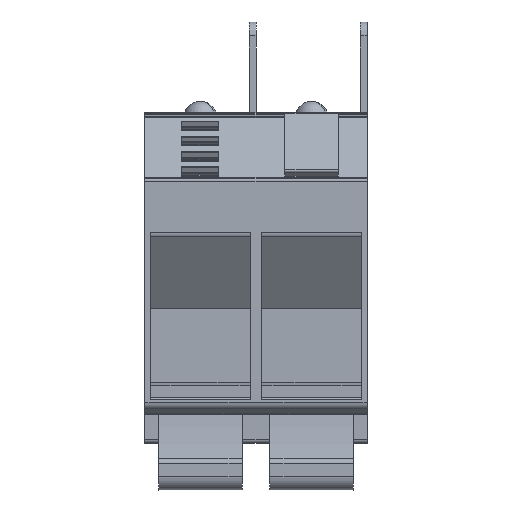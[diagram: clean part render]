
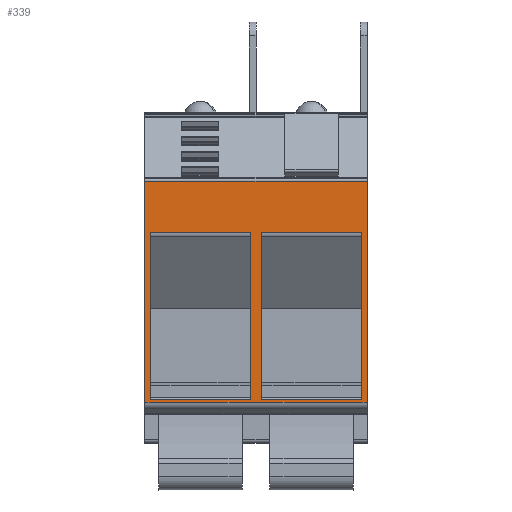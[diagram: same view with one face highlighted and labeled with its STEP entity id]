
A CAD part, front view. The second image highlights one B-rep face of the part: STEP entity #339.
In plain terms, the highlighted planar face has unit normal (0, -1, 0).
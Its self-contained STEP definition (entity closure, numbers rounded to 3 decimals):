
#187=AXIS2_PLACEMENT_3D('Plane Axis2P3D',#184,#185,#186) ;
#49=CARTESIAN_POINT('Vertex',(15.2,0.,36.95)) ;
#52=CARTESIAN_POINT('Line Origine',(4.4,0.,36.95)) ;
#56=CARTESIAN_POINT('Vertex',(0.8,0.,36.95)) ;
#164=CARTESIAN_POINT('Vertex',(15.2,0.,12.95)) ;
#167=CARTESIAN_POINT('Line Origine',(15.2,0.,24.95)) ;
#184=CARTESIAN_POINT('Axis2P3D Location',(0.,0.,12.9)) ;
#189=CARTESIAN_POINT('Line Origine',(1.4,0.,12.615)) ;
#193=CARTESIAN_POINT('Vertex',(0.8,0.,12.615)) ;
#195=CARTESIAN_POINT('Vertex',(2.,0.,12.615)) ;
#198=CARTESIAN_POINT('Line Origine',(8.,0.,12.615)) ;
#202=CARTESIAN_POINT('Vertex',(14.,0.,12.615)) ;
#205=CARTESIAN_POINT('Line Origine',(14.6,0.,12.615)) ;
#209=CARTESIAN_POINT('Vertex',(15.2,0.,12.615)) ;
#212=CARTESIAN_POINT('Line Origine',(16.,0.,12.615)) ;
#216=CARTESIAN_POINT('Vertex',(16.8,0.,12.615)) ;
#219=CARTESIAN_POINT('Line Origine',(17.4,0.,12.615)) ;
#223=CARTESIAN_POINT('Vertex',(18.,0.,12.615)) ;
#226=CARTESIAN_POINT('Line Origine',(24.,0.,12.615)) ;
#230=CARTESIAN_POINT('Vertex',(30.,0.,12.615)) ;
#233=CARTESIAN_POINT('Line Origine',(30.6,0.,12.615)) ;
#237=CARTESIAN_POINT('Vertex',(31.2,0.,12.615)) ;
#240=CARTESIAN_POINT('Line Origine',(31.6,0.,12.615)) ;
#244=CARTESIAN_POINT('Vertex',(32.,0.,12.615)) ;
#247=CARTESIAN_POINT('Line Origine',(32.,0.,28.508)) ;
#251=CARTESIAN_POINT('Vertex',(32.,0.,44.401)) ;
#254=CARTESIAN_POINT('Line Origine',(16.,0.,44.401)) ;
#258=CARTESIAN_POINT('Vertex',(0.,0.,44.401)) ;
#261=CARTESIAN_POINT('Line Origine',(0.,0.,28.508)) ;
#265=CARTESIAN_POINT('Vertex',(0.,0.,12.615)) ;
#268=CARTESIAN_POINT('Line Origine',(0.4,0.,12.615)) ;
#287=CARTESIAN_POINT('Line Origine',(24.,0.,12.95)) ;
#291=CARTESIAN_POINT('Vertex',(31.2,0.,12.95)) ;
#293=CARTESIAN_POINT('Vertex',(16.8,0.,12.95)) ;
#296=CARTESIAN_POINT('Line Origine',(16.8,0.,24.95)) ;
#300=CARTESIAN_POINT('Vertex',(16.8,0.,36.95)) ;
#303=CARTESIAN_POINT('Line Origine',(24.,0.,36.95)) ;
#307=CARTESIAN_POINT('Vertex',(31.2,0.,36.95)) ;
#310=CARTESIAN_POINT('Line Origine',(31.2,0.,24.95)) ;
#321=CARTESIAN_POINT('Line Origine',(8.,0.,12.95)) ;
#325=CARTESIAN_POINT('Vertex',(0.8,0.,12.95)) ;
#328=CARTESIAN_POINT('Line Origine',(0.8,0.,24.95)) ;
#53=DIRECTION('Vector Direction',(1.,0.,0.)) ;
#168=DIRECTION('Vector Direction',(0.,0.,1.)) ;
#185=DIRECTION('Axis2P3D Direction',(0.,1.,0.)) ;
#186=DIRECTION('Axis2P3D XDirection',(0.,0.,1.)) ;
#190=DIRECTION('Vector Direction',(1.,0.,0.)) ;
#199=DIRECTION('Vector Direction',(1.,0.,0.)) ;
#206=DIRECTION('Vector Direction',(1.,0.,0.)) ;
#213=DIRECTION('Vector Direction',(1.,0.,0.)) ;
#220=DIRECTION('Vector Direction',(1.,0.,0.)) ;
#227=DIRECTION('Vector Direction',(1.,0.,0.)) ;
#234=DIRECTION('Vector Direction',(1.,0.,0.)) ;
#241=DIRECTION('Vector Direction',(1.,0.,0.)) ;
#248=DIRECTION('Vector Direction',(0.,0.,-1.)) ;
#255=DIRECTION('Vector Direction',(1.,0.,0.)) ;
#262=DIRECTION('Vector Direction',(0.,0.,-1.)) ;
#269=DIRECTION('Vector Direction',(1.,0.,0.)) ;
#288=DIRECTION('Vector Direction',(-1.,0.,0.)) ;
#297=DIRECTION('Vector Direction',(0.,0.,1.)) ;
#304=DIRECTION('Vector Direction',(-1.,0.,0.)) ;
#311=DIRECTION('Vector Direction',(0.,0.,1.)) ;
#322=DIRECTION('Vector Direction',(-1.,0.,0.)) ;
#329=DIRECTION('Vector Direction',(0.,0.,1.)) ;
#54=VECTOR('Line Direction',#53,1.) ;
#169=VECTOR('Line Direction',#168,1.) ;
#191=VECTOR('Line Direction',#190,1.) ;
#200=VECTOR('Line Direction',#199,1.) ;
#207=VECTOR('Line Direction',#206,1.) ;
#214=VECTOR('Line Direction',#213,1.) ;
#221=VECTOR('Line Direction',#220,1.) ;
#228=VECTOR('Line Direction',#227,1.) ;
#235=VECTOR('Line Direction',#234,1.) ;
#242=VECTOR('Line Direction',#241,1.) ;
#249=VECTOR('Line Direction',#248,1.) ;
#256=VECTOR('Line Direction',#255,1.) ;
#263=VECTOR('Line Direction',#262,1.) ;
#270=VECTOR('Line Direction',#269,1.) ;
#289=VECTOR('Line Direction',#288,1.) ;
#298=VECTOR('Line Direction',#297,1.) ;
#305=VECTOR('Line Direction',#304,1.) ;
#312=VECTOR('Line Direction',#311,1.) ;
#323=VECTOR('Line Direction',#322,1.) ;
#330=VECTOR('Line Direction',#329,1.) ;
#274=ORIENTED_EDGE('',*,*,#197,.T.) ;
#275=ORIENTED_EDGE('',*,*,#204,.T.) ;
#276=ORIENTED_EDGE('',*,*,#211,.F.) ;
#277=ORIENTED_EDGE('',*,*,#218,.T.) ;
#278=ORIENTED_EDGE('',*,*,#225,.T.) ;
#279=ORIENTED_EDGE('',*,*,#232,.F.) ;
#280=ORIENTED_EDGE('',*,*,#239,.F.) ;
#281=ORIENTED_EDGE('',*,*,#246,.F.) ;
#282=ORIENTED_EDGE('',*,*,#253,.F.) ;
#283=ORIENTED_EDGE('',*,*,#260,.F.) ;
#284=ORIENTED_EDGE('',*,*,#267,.T.) ;
#285=ORIENTED_EDGE('',*,*,#272,.T.) ;
#316=ORIENTED_EDGE('',*,*,#295,.T.) ;
#317=ORIENTED_EDGE('',*,*,#302,.F.) ;
#318=ORIENTED_EDGE('',*,*,#309,.F.) ;
#319=ORIENTED_EDGE('',*,*,#314,.T.) ;
#334=ORIENTED_EDGE('',*,*,#327,.F.) ;
#335=ORIENTED_EDGE('',*,*,#332,.F.) ;
#336=ORIENTED_EDGE('',*,*,#58,.T.) ;
#337=ORIENTED_EDGE('',*,*,#171,.T.) ;
#320=FACE_BOUND('',#315,.T.) ;
#338=FACE_BOUND('',#333,.T.) ;
#339=ADVANCED_FACE('KLTR',(#286,#320,#338),#188,.F.) ;
#58=EDGE_CURVE('',#57,#50,#55,.T.) ;
#171=EDGE_CURVE('',#50,#165,#170,.F.) ;
#197=EDGE_CURVE('',#194,#196,#192,.T.) ;
#204=EDGE_CURVE('',#196,#203,#201,.T.) ;
#211=EDGE_CURVE('',#210,#203,#208,.F.) ;
#218=EDGE_CURVE('',#210,#217,#215,.T.) ;
#225=EDGE_CURVE('',#217,#224,#222,.T.) ;
#232=EDGE_CURVE('',#231,#224,#229,.F.) ;
#239=EDGE_CURVE('',#238,#231,#236,.F.) ;
#246=EDGE_CURVE('',#245,#238,#243,.F.) ;
#253=EDGE_CURVE('',#252,#245,#250,.T.) ;
#260=EDGE_CURVE('',#259,#252,#257,.T.) ;
#267=EDGE_CURVE('',#259,#266,#264,.T.) ;
#272=EDGE_CURVE('',#266,#194,#271,.T.) ;
#295=EDGE_CURVE('',#292,#294,#290,.T.) ;
#302=EDGE_CURVE('',#301,#294,#299,.F.) ;
#309=EDGE_CURVE('',#308,#301,#306,.T.) ;
#314=EDGE_CURVE('',#308,#292,#313,.F.) ;
#327=EDGE_CURVE('',#326,#165,#324,.F.) ;
#332=EDGE_CURVE('',#57,#326,#331,.F.) ;
#273=EDGE_LOOP('',(#274,#275,#276,#277,#278,#279,#280,#281,#282,#283,#284,#285)) ;
#315=EDGE_LOOP('',(#316,#317,#318,#319)) ;
#333=EDGE_LOOP('',(#334,#335,#336,#337)) ;
#286=FACE_OUTER_BOUND('',#273,.T.) ;
#55=LINE('Line',#52,#54) ;
#170=LINE('Line',#167,#169) ;
#192=LINE('Line',#189,#191) ;
#201=LINE('Line',#198,#200) ;
#208=LINE('Line',#205,#207) ;
#215=LINE('Line',#212,#214) ;
#222=LINE('Line',#219,#221) ;
#229=LINE('Line',#226,#228) ;
#236=LINE('Line',#233,#235) ;
#243=LINE('Line',#240,#242) ;
#250=LINE('Line',#247,#249) ;
#257=LINE('Line',#254,#256) ;
#264=LINE('Line',#261,#263) ;
#271=LINE('Line',#268,#270) ;
#290=LINE('Line',#287,#289) ;
#299=LINE('Line',#296,#298) ;
#306=LINE('Line',#303,#305) ;
#313=LINE('Line',#310,#312) ;
#324=LINE('Line',#321,#323) ;
#331=LINE('Line',#328,#330) ;
#188=PLANE('',#187) ;
#50=VERTEX_POINT('',#49) ;
#57=VERTEX_POINT('',#56) ;
#165=VERTEX_POINT('',#164) ;
#194=VERTEX_POINT('',#193) ;
#196=VERTEX_POINT('',#195) ;
#203=VERTEX_POINT('',#202) ;
#210=VERTEX_POINT('',#209) ;
#217=VERTEX_POINT('',#216) ;
#224=VERTEX_POINT('',#223) ;
#231=VERTEX_POINT('',#230) ;
#238=VERTEX_POINT('',#237) ;
#245=VERTEX_POINT('',#244) ;
#252=VERTEX_POINT('',#251) ;
#259=VERTEX_POINT('',#258) ;
#266=VERTEX_POINT('',#265) ;
#292=VERTEX_POINT('',#291) ;
#294=VERTEX_POINT('',#293) ;
#301=VERTEX_POINT('',#300) ;
#308=VERTEX_POINT('',#307) ;
#326=VERTEX_POINT('',#325) ;
